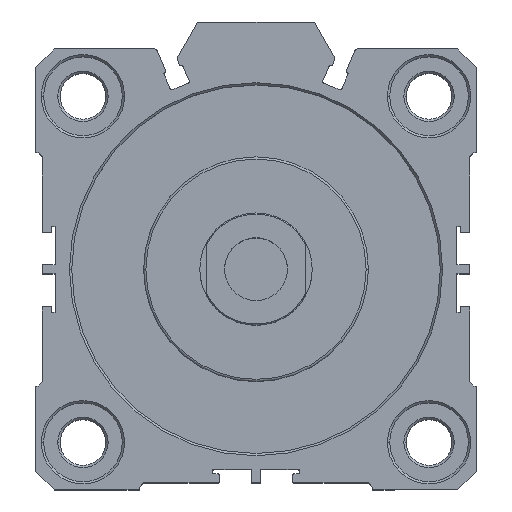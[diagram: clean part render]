
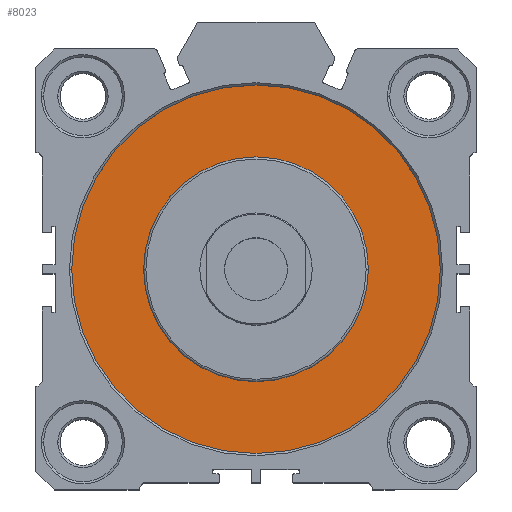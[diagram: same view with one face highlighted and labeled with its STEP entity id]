
A CAD part, top view. The second image highlights one B-rep face of the part: STEP entity #8023.
In plain terms, the highlighted planar face has unit normal (0, 0, 1).
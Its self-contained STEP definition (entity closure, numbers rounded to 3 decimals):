
#36 = DIRECTION ( 'NONE',  ( 1., 0., 0. ) ) ;
#752 = CIRCLE ( 'NONE', #5329, 41. ) ;
#1079 = AXIS2_PLACEMENT_3D ( 'NONE', #5045, #1252, #5703 ) ;
#1252 = DIRECTION ( 'NONE',  ( 0., 0., 1. ) ) ;
#1253 = DIRECTION ( 'NONE',  ( 0., 0., 1. ) ) ;
#1368 = FACE_OUTER_BOUND ( 'NONE', #3840, .T. ) ;
#1494 = EDGE_CURVE ( 'NONE', #4843, #2972, #752, .T. ) ;
#1550 = AXIS2_PLACEMENT_3D ( 'NONE', #7627, #3830, #36 ) ;
#1707 = CIRCLE ( 'NONE', #1550, 41. ) ;
#1816 = CIRCLE ( 'NONE', #5531, 25. ) ;
#2060 = CARTESIAN_POINT ( 'NONE',  ( 41., 0., 28.85 ) ) ;
#2529 = ORIENTED_EDGE ( 'NONE', *, *, #4823, .F. ) ;
#2724 = EDGE_CURVE ( 'NONE', #2972, #4843, #1707, .T. ) ;
#2776 = VERTEX_POINT ( 'NONE', #3233 ) ;
#2832 = DIRECTION ( 'NONE',  ( 0., 0., 1. ) ) ;
#2972 = VERTEX_POINT ( 'NONE', #2060 ) ;
#3047 = DIRECTION ( 'NONE',  ( 0., 0., 1. ) ) ;
#3083 = ORIENTED_EDGE ( 'NONE', *, *, #1494, .T. ) ;
#3233 = CARTESIAN_POINT ( 'NONE',  ( -25., 0., 28.85 ) ) ;
#3287 = ORIENTED_EDGE ( 'NONE', *, *, #2724, .T. ) ;
#3691 = ORIENTED_EDGE ( 'NONE', *, *, #5351, .F. ) ;
#3830 = DIRECTION ( 'NONE',  ( 0., 0., 1. ) ) ;
#3840 = EDGE_LOOP ( 'NONE', ( #3287, #3083 ) ) ;
#4823 = EDGE_CURVE ( 'NONE', #2776, #6825, #7283, .T. ) ;
#4843 = VERTEX_POINT ( 'NONE', #6347 ) ;
#5045 = CARTESIAN_POINT ( 'NONE',  ( 0., 0., 28.85 ) ) ;
#5046 = CARTESIAN_POINT ( 'NONE',  ( 0., 0., 28.85 ) ) ;
#5329 = AXIS2_PLACEMENT_3D ( 'NONE', #6626, #2832, #7281 ) ;
#5351 = EDGE_CURVE ( 'NONE', #6825, #2776, #1816, .T. ) ;
#5401 = CARTESIAN_POINT ( 'NONE',  ( 25., 0., 28.85 ) ) ;
#5408 = AXIS2_PLACEMENT_3D ( 'NONE', #5046, #1253, #5705 ) ;
#5531 = AXIS2_PLACEMENT_3D ( 'NONE', #6847, #3047, #7493 ) ;
#5703 = DIRECTION ( 'NONE',  ( 1., 0., 0. ) ) ;
#5705 = DIRECTION ( 'NONE',  ( 1., 0., 0. ) ) ;
#6230 = FACE_BOUND ( 'NONE', #6762, .T. ) ;
#6347 = CARTESIAN_POINT ( 'NONE',  ( -41., 0., 28.85 ) ) ;
#6626 = CARTESIAN_POINT ( 'NONE',  ( 0., 0., 28.85 ) ) ;
#6762 = EDGE_LOOP ( 'NONE', ( #2529, #3691 ) ) ;
#6825 = VERTEX_POINT ( 'NONE', #5401 ) ;
#6847 = CARTESIAN_POINT ( 'NONE',  ( 0., 0., 28.85 ) ) ;
#6928 = PLANE ( 'NONE',  #1079 ) ;
#7281 = DIRECTION ( 'NONE',  ( 1., 0., 0. ) ) ;
#7283 = CIRCLE ( 'NONE', #5408, 25. ) ;
#7493 = DIRECTION ( 'NONE',  ( 1., 0., 0. ) ) ;
#7627 = CARTESIAN_POINT ( 'NONE',  ( 0., 0., 28.85 ) ) ;
#8023 = ADVANCED_FACE ( 'NONE', ( #6230, #1368 ), #6928, .T. ) ;
